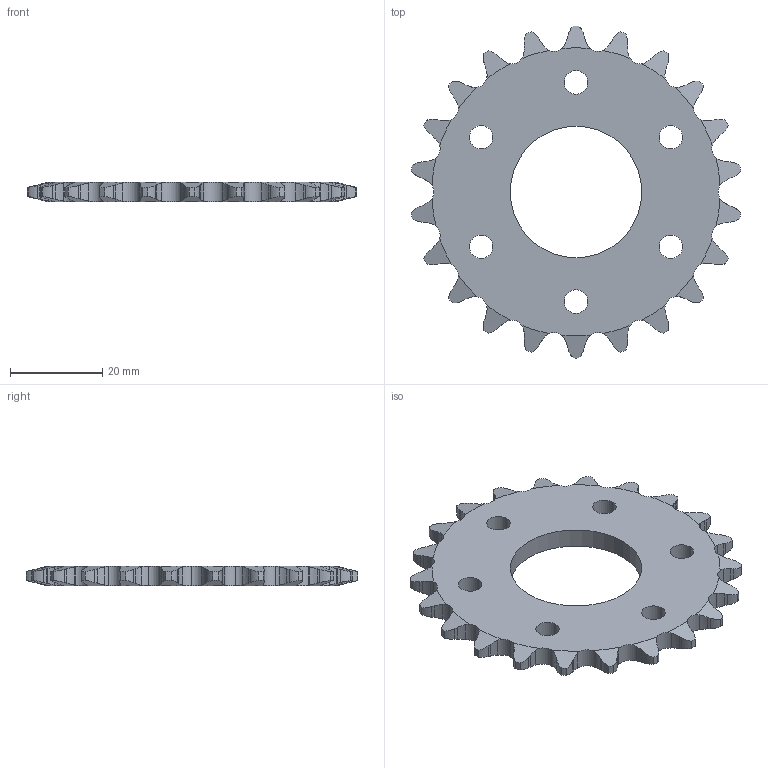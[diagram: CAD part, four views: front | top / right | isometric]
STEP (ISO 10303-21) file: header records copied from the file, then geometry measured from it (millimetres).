
FILE_DESCRIPTION (( 'STEP AP214' ), '1' );
FILE_NAME ('am-0216_Plate Sprocket.STEP', '2018-07-17T18:20:50', ( '' ), ( '' ), 'SwSTEP 2.0', 'SolidWorks 2018', '' );
FILE_SCHEMA (( 'AUTOMOTIVE_DESIGN' ));
Length unit declared in the file: inch
Products named in the file (1): am-0216_Plate Sprocket
Bounding box: 71.56 x 72.13 x 4.27 mm (x, y, z)
Volume: 11056.9 mm3; surface area: 7256.8 mm2
Topology: 1 solids, 1 shells, 249 faces, 741 edges, 494 vertices
Faces by surface type: cylinder 159, plane 46, cone 44
Entity records: 9141 total; most frequent: CARTESIAN_POINT 2961, ORIENTED_EDGE 1482, DIRECTION 1035, EDGE_CURVE 741, VERTEX_POINT 494, AXIS2_PLACEMENT_3D 416, B_SPLINE_CURVE_WITH_KNOTS 372, EDGE_LOOP 263
